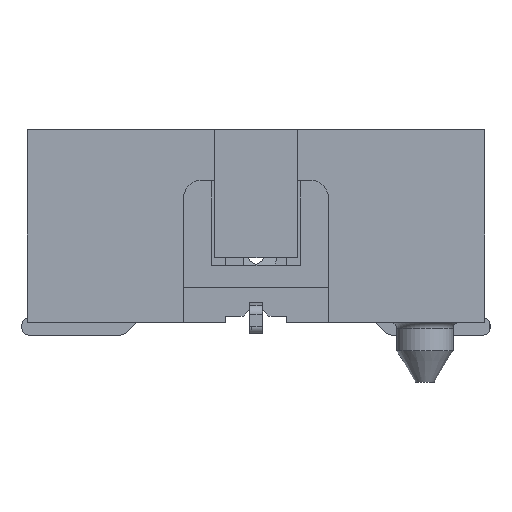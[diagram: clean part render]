
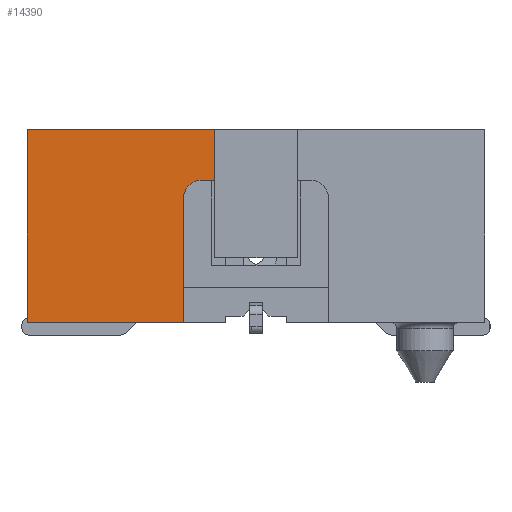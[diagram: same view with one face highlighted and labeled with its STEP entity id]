
A CAD part, left-side view. The second image highlights one B-rep face of the part: STEP entity #14390.
In plain terms, the highlighted planar face has unit normal (-1, 0, 0).
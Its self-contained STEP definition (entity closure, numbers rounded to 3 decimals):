
#10046=CARTESIAN_POINT('',(-10.635,3.62,0.));
#10047=VERTEX_POINT('',#10046);
#10096=CARTESIAN_POINT('',(-10.635,3.62,-3.05));
#10097=VERTEX_POINT('',#10096);
#10104=CARTESIAN_POINT('',(-10.635,3.62,-3.05));
#10105=DIRECTION('',(0.,0.,1.));
#10106=VECTOR('',#10105,3.05);
#10107=LINE('',#10104,#10106);
#10108=EDGE_CURVE('',#10097,#10047,#10107,.T.);
#14335=CARTESIAN_POINT('',(-10.635,2.135,-1.525));
#14336=DIRECTION('',(0.,1.,0.));
#14337=DIRECTION('',(-1.,0.,0.));
#14338=AXIS2_PLACEMENT_3D('',#14335,#14337,#14336);
#14339=PLANE('',#14338);
#14340=ORIENTED_EDGE('',*,*,#10108,.F.);
#14341=CARTESIAN_POINT('',(-10.635,1.15,-3.05));
#14342=VERTEX_POINT('',#14341);
#14343=CARTESIAN_POINT('',(-10.635,1.15,-3.05));
#14344=DIRECTION('',(0.,1.,0.));
#14345=VECTOR('',#14344,2.47);
#14346=LINE('',#14343,#14345);
#14347=EDGE_CURVE('',#14342,#10097,#14346,.T.);
#14348=ORIENTED_EDGE('',*,*,#14347,.F.);
#14349=CARTESIAN_POINT('',(-10.635,1.15,-1.1));
#14350=VERTEX_POINT('',#14349);
#14351=CARTESIAN_POINT('',(-10.635,1.15,-3.05));
#14352=DIRECTION('',(0.,0.,1.));
#14353=VECTOR('',#14352,1.95);
#14354=LINE('',#14351,#14353);
#14355=EDGE_CURVE('',#14342,#14350,#14354,.T.);
#14356=ORIENTED_EDGE('',*,*,#14355,.T.);
#14357=CARTESIAN_POINT('',(-10.635,0.85,-0.8));
#14358=VERTEX_POINT('',#14357);
#14359=CARTESIAN_POINT('',(-10.635,0.85,-1.1));
#14360=DIRECTION('',(0.,1.,0.));
#14361=DIRECTION('',(1.,0.,0.));
#14362=AXIS2_PLACEMENT_3D('',#14359,#14361,#14360);
#14363=CIRCLE('',#14362,0.3);
#14364=EDGE_CURVE('',#14350,#14358,#14363,.T.);
#14365=ORIENTED_EDGE('',*,*,#14364,.T.);
#14366=CARTESIAN_POINT('',(-10.635,0.65,-0.8));
#14367=VERTEX_POINT('',#14366);
#14368=CARTESIAN_POINT('',(-10.635,0.85,-0.8));
#14369=DIRECTION('',(0.,-1.,0.));
#14370=VECTOR('',#14369,0.2);
#14371=LINE('',#14368,#14370);
#14372=EDGE_CURVE('',#14358,#14367,#14371,.T.);
#14373=ORIENTED_EDGE('',*,*,#14372,.T.);
#14374=CARTESIAN_POINT('',(-10.635,0.65,0.));
#14375=VERTEX_POINT('',#14374);
#14376=CARTESIAN_POINT('',(-10.635,0.65,-0.8));
#14377=DIRECTION('',(0.,0.,1.));
#14378=VECTOR('',#14377,0.8);
#14379=LINE('',#14376,#14378);
#14380=EDGE_CURVE('',#14367,#14375,#14379,.T.);
#14381=ORIENTED_EDGE('',*,*,#14380,.T.);
#14382=CARTESIAN_POINT('',(-10.635,0.65,0.));
#14383=DIRECTION('',(0.,1.,0.));
#14384=VECTOR('',#14383,2.97);
#14385=LINE('',#14382,#14384);
#14386=EDGE_CURVE('',#14375,#10047,#14385,.T.);
#14387=ORIENTED_EDGE('',*,*,#14386,.T.);
#14388=EDGE_LOOP('',(#14340,#14348,#14356,#14365,#14373,#14381,#14387));
#14389=FACE_OUTER_BOUND('',#14388,.T.);
#14390=ADVANCED_FACE('',(#14389),#14339,.T.);
